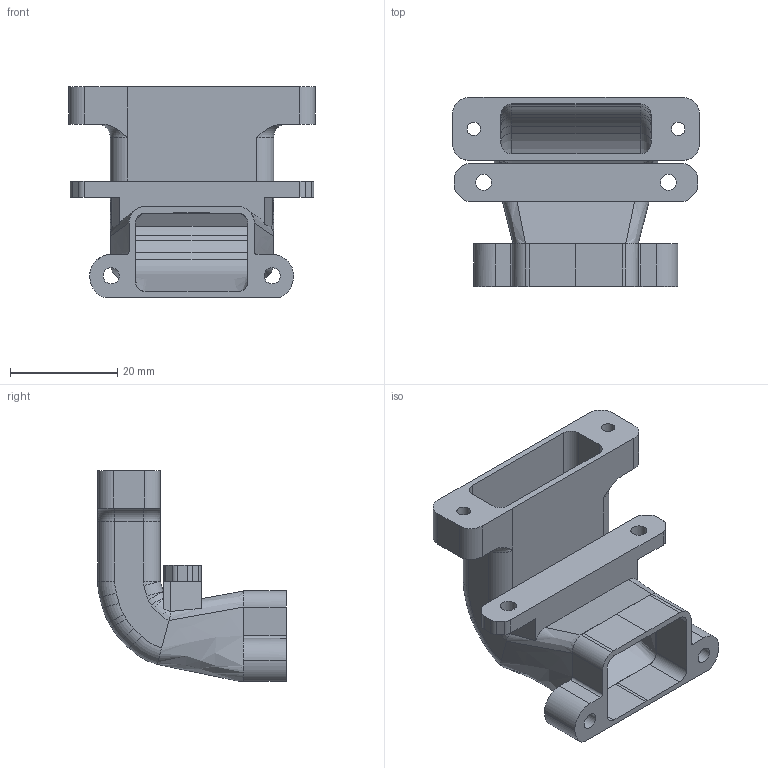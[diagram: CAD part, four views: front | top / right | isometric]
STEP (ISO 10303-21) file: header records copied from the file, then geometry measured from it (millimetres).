
FILE_DESCRIPTION(/* description */ (''),/* implementation_level */ '2;1');
FILE_NAME(/* name */ 'Goliath_duct_back2.step',/* time_stamp */ '2025-12-11T21:10:03+03:00',/* author */ (''),/* organization */ (''),/* preprocessor_version */ 'ST-DEVELOPER v20.1',/* originating_system */ 'Autodesk Translation Framework v14.21.0.0',/* authorisation */ '');
FILE_SCHEMA (('AUTOMOTIVE_DESIGN { 1 0 10303 214 3 1 1 }'));
Length unit declared in the file: millimetre
Products named in the file (1): Goliath_duct_back2
Bounding box: 46 x 35.17 x 39.29 mm (x, y, z)
Volume: 8551.4 mm3; surface area: 10377.3 mm2
Topology: 1 solids, 3 shells, 212 faces, 553 edges, 341 vertices
Faces by surface type: cylinder 72, plane 62, bspline 44, torus 32, cone 2
Full cylindrical faces by diameter (mm): 2.5 x2, 3 x4
Entity records: 8669 total; most frequent: CARTESIAN_POINT 3606, ORIENTED_EDGE 1094, DIRECTION 1000, EDGE_CURVE 547, AXIS2_PLACEMENT_3D 380, VERTEX_POINT 341, LINE 240, VECTOR 240
